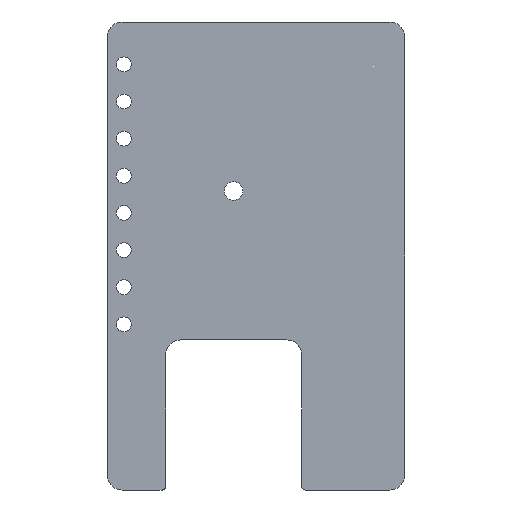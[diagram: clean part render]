
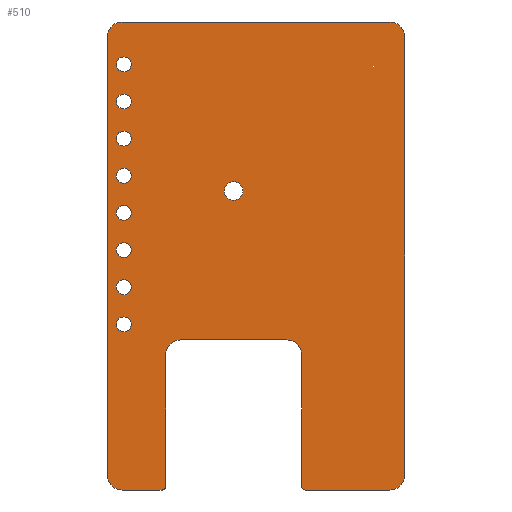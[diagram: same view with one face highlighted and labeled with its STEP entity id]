
A CAD part, front view. The second image highlights one B-rep face of the part: STEP entity #510.
In plain terms, the highlighted planar face has unit normal (0, -1, 0).
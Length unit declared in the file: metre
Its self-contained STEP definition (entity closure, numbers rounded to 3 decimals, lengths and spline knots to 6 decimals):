
#12=CIRCLE('',#541,0.001);
#14=CIRCLE('',#544,0.001);
#16=CIRCLE('',#547,0.001);
#18=CIRCLE('',#550,0.001);
#20=CIRCLE('',#553,0.001);
#22=CIRCLE('',#556,0.001);
#24=CIRCLE('',#559,0.001);
#26=CIRCLE('',#562,0.001);
#28=CIRCLE('',#566,0.00125);
#30=CIRCLE('',#569,0.0005);
#31=CIRCLE('',#570,0.002);
#32=CIRCLE('',#571,0.002);
#33=CIRCLE('',#572,0.002);
#34=CIRCLE('',#573,0.002);
#35=CIRCLE('',#574,0.0005);
#36=CIRCLE('',#575,0.002);
#37=CIRCLE('',#576,0.002);
#113=ORIENTED_EDGE('',*,*,#213,.T.);
#114=ORIENTED_EDGE('',*,*,#245,.T.);
#115=ORIENTED_EDGE('',*,*,#215,.T.);
#116=ORIENTED_EDGE('',*,*,#246,.T.);
#117=ORIENTED_EDGE('',*,*,#221,.T.);
#118=ORIENTED_EDGE('',*,*,#247,.T.);
#119=ORIENTED_EDGE('',*,*,#241,.F.);
#120=ORIENTED_EDGE('',*,*,#248,.T.);
#121=ORIENTED_EDGE('',*,*,#195,.F.);
#122=ORIENTED_EDGE('',*,*,#249,.T.);
#123=ORIENTED_EDGE('',*,*,#201,.T.);
#124=ORIENTED_EDGE('',*,*,#250,.T.);
#125=ORIENTED_EDGE('',*,*,#203,.T.);
#126=ORIENTED_EDGE('',*,*,#251,.T.);
#127=ORIENTED_EDGE('',*,*,#209,.T.);
#128=ORIENTED_EDGE('',*,*,#252,.T.);
#129=ORIENTED_EDGE('',*,*,#237,.F.);
#130=ORIENTED_EDGE('',*,*,#235,.F.);
#131=ORIENTED_EDGE('',*,*,#233,.F.);
#132=ORIENTED_EDGE('',*,*,#231,.F.);
#133=ORIENTED_EDGE('',*,*,#229,.F.);
#134=ORIENTED_EDGE('',*,*,#227,.F.);
#135=ORIENTED_EDGE('',*,*,#225,.F.);
#136=ORIENTED_EDGE('',*,*,#223,.F.);
#137=ORIENTED_EDGE('',*,*,#243,.F.);
#195=EDGE_CURVE('',#261,#262,#311,.T.);
#201=EDGE_CURVE('',#268,#267,#317,.T.);
#203=EDGE_CURVE('',#269,#270,#319,.T.);
#209=EDGE_CURVE('',#276,#275,#325,.T.);
#213=EDGE_CURVE('',#280,#279,#329,.T.);
#215=EDGE_CURVE('',#281,#282,#331,.T.);
#221=EDGE_CURVE('',#288,#287,#337,.T.);
#223=EDGE_CURVE('',#289,#289,#12,.T.);
#225=EDGE_CURVE('',#291,#291,#14,.T.);
#227=EDGE_CURVE('',#293,#293,#16,.T.);
#229=EDGE_CURVE('',#295,#295,#18,.T.);
#231=EDGE_CURVE('',#297,#297,#20,.T.);
#233=EDGE_CURVE('',#299,#299,#22,.T.);
#235=EDGE_CURVE('',#301,#301,#24,.T.);
#237=EDGE_CURVE('',#303,#303,#26,.T.);
#241=EDGE_CURVE('',#307,#308,#341,.T.);
#243=EDGE_CURVE('',#309,#309,#28,.T.);
#245=EDGE_CURVE('',#279,#281,#30,.T.);
#246=EDGE_CURVE('',#282,#288,#31,.T.);
#247=EDGE_CURVE('',#287,#308,#32,.T.);
#248=EDGE_CURVE('',#307,#262,#33,.T.);
#249=EDGE_CURVE('',#261,#268,#34,.T.);
#250=EDGE_CURVE('',#267,#269,#35,.T.);
#251=EDGE_CURVE('',#270,#276,#36,.F.);
#252=EDGE_CURVE('',#275,#280,#37,.F.);
#261=VERTEX_POINT('',#753);
#262=VERTEX_POINT('',#754);
#267=VERTEX_POINT('',#765);
#268=VERTEX_POINT('',#767);
#269=VERTEX_POINT('',#771);
#270=VERTEX_POINT('',#772);
#275=VERTEX_POINT('',#783);
#276=VERTEX_POINT('',#785);
#279=VERTEX_POINT('',#792);
#280=VERTEX_POINT('',#794);
#281=VERTEX_POINT('',#798);
#282=VERTEX_POINT('',#799);
#287=VERTEX_POINT('',#810);
#288=VERTEX_POINT('',#812);
#289=VERTEX_POINT('',#816);
#291=VERTEX_POINT('',#821);
#293=VERTEX_POINT('',#826);
#295=VERTEX_POINT('',#831);
#297=VERTEX_POINT('',#836);
#299=VERTEX_POINT('',#841);
#301=VERTEX_POINT('',#846);
#303=VERTEX_POINT('',#851);
#307=VERTEX_POINT('',#859);
#308=VERTEX_POINT('',#861);
#309=VERTEX_POINT('',#865);
#311=LINE('',#752,#343);
#317=LINE('',#766,#349);
#319=LINE('',#770,#351);
#325=LINE('',#784,#357);
#329=LINE('',#793,#361);
#331=LINE('',#797,#363);
#337=LINE('',#811,#369);
#341=LINE('',#860,#373);
#343=VECTOR('',#598,1.);
#349=VECTOR('',#606,1.);
#351=VECTOR('',#610,1.);
#357=VECTOR('',#618,1.);
#361=VECTOR('',#624,1.);
#363=VECTOR('',#628,1.);
#369=VECTOR('',#636,1.);
#373=VECTOR('',#690,1.);
#401=EDGE_LOOP('',(#113,#114,#115,#116,#117,#118,#119,#120,#121,#122,#123,
#124,#125,#126,#127,#128));
#402=EDGE_LOOP('',(#129));
#403=EDGE_LOOP('',(#130));
#404=EDGE_LOOP('',(#131));
#405=EDGE_LOOP('',(#132));
#406=EDGE_LOOP('',(#133));
#407=EDGE_LOOP('',(#134));
#408=EDGE_LOOP('',(#135));
#409=EDGE_LOOP('',(#136));
#410=EDGE_LOOP('',(#137));
#455=FACE_BOUND('',#401,.T.);
#456=FACE_BOUND('',#402,.T.);
#457=FACE_BOUND('',#403,.T.);
#458=FACE_BOUND('',#404,.T.);
#459=FACE_BOUND('',#405,.T.);
#460=FACE_BOUND('',#406,.T.);
#461=FACE_BOUND('',#407,.T.);
#462=FACE_BOUND('',#408,.T.);
#463=FACE_BOUND('',#409,.T.);
#464=FACE_BOUND('',#410,.T.);
#491=PLANE('',#568);
#510=ADVANCED_FACE('',(#455,#456,#457,#458,#459,#460,#461,#462,#463,#464),
#491,.T.);
#541=AXIS2_PLACEMENT_3D('',#815,#640,#641);
#544=AXIS2_PLACEMENT_3D('',#820,#646,#647);
#547=AXIS2_PLACEMENT_3D('',#825,#652,#653);
#550=AXIS2_PLACEMENT_3D('',#830,#658,#659);
#553=AXIS2_PLACEMENT_3D('',#835,#664,#665);
#556=AXIS2_PLACEMENT_3D('',#840,#670,#671);
#559=AXIS2_PLACEMENT_3D('',#845,#676,#677);
#562=AXIS2_PLACEMENT_3D('',#850,#682,#683);
#566=AXIS2_PLACEMENT_3D('',#864,#694,#695);
#568=AXIS2_PLACEMENT_3D('',#868,#698,#699);
#569=AXIS2_PLACEMENT_3D('',#869,#700,#701);
#570=AXIS2_PLACEMENT_3D('',#870,#702,#703);
#571=AXIS2_PLACEMENT_3D('',#871,#704,#705);
#572=AXIS2_PLACEMENT_3D('',#872,#706,#707);
#573=AXIS2_PLACEMENT_3D('',#873,#708,#709);
#574=AXIS2_PLACEMENT_3D('',#874,#710,#711);
#575=AXIS2_PLACEMENT_3D('',#875,#712,#713);
#576=AXIS2_PLACEMENT_3D('',#876,#714,#715);
#598=DIRECTION('',(0.,0.,1.));
#606=DIRECTION('',(1.,0.,0.));
#610=DIRECTION('',(0.,0.,1.));
#618=DIRECTION('',(1.,0.,0.));
#624=DIRECTION('',(0.,0.,-1.));
#628=DIRECTION('',(1.,0.,0.));
#636=DIRECTION('',(0.,0.,1.));
#640=DIRECTION('',(0.,-1.,0.));
#641=DIRECTION('',(0.,0.,-1.));
#646=DIRECTION('',(0.,-1.,0.));
#647=DIRECTION('',(0.,0.,-1.));
#652=DIRECTION('',(0.,-1.,0.));
#653=DIRECTION('',(0.,0.,-1.));
#658=DIRECTION('',(0.,-1.,0.));
#659=DIRECTION('',(0.,0.,-1.));
#664=DIRECTION('',(0.,-1.,0.));
#665=DIRECTION('',(0.,0.,-1.));
#670=DIRECTION('',(0.,-1.,0.));
#671=DIRECTION('',(0.,0.,-1.));
#676=DIRECTION('',(0.,-1.,0.));
#677=DIRECTION('',(0.,0.,-1.));
#682=DIRECTION('',(0.,-1.,0.));
#683=DIRECTION('',(0.,0.,-1.));
#690=DIRECTION('',(1.,0.,0.));
#694=DIRECTION('',(0.,-1.,0.));
#695=DIRECTION('',(0.,0.,-1.));
#698=DIRECTION('',(0.,-1.,0.));
#699=DIRECTION('',(1.,0.,0.));
#700=DIRECTION('',(0.,-1.,0.));
#701=DIRECTION('',(0.,0.,-1.));
#702=DIRECTION('',(0.,-1.,0.));
#703=DIRECTION('',(0.,0.,-1.));
#704=DIRECTION('',(0.,-1.,0.));
#705=DIRECTION('',(0.,0.,-1.));
#706=DIRECTION('',(0.,-1.,0.));
#707=DIRECTION('',(0.,0.,-1.));
#708=DIRECTION('',(0.,-1.,0.));
#709=DIRECTION('',(0.,0.,-1.));
#710=DIRECTION('',(0.,-1.,0.));
#711=DIRECTION('',(0.,0.,-1.));
#712=DIRECTION('',(0.,-1.,0.));
#713=DIRECTION('',(0.,0.,-1.));
#714=DIRECTION('',(0.,-1.,0.));
#715=DIRECTION('',(0.,0.,-1.));
#752=CARTESIAN_POINT('',(-0.017,-0.0012,-0.00775));
#753=CARTESIAN_POINT('',(-0.017,-0.0012,-0.03725));
#754=CARTESIAN_POINT('',(-0.017,-0.0012,0.02175));
#765=CARTESIAN_POINT('',(-0.00965,-0.0012,-0.03925));
#766=CARTESIAN_POINT('',(-0.013075,-0.0012,-0.03925));
#767=CARTESIAN_POINT('',(-0.015,-0.0012,-0.03925));
#770=CARTESIAN_POINT('',(-0.00915,-0.0012,-0.02915));
#771=CARTESIAN_POINT('',(-0.00915,-0.0012,-0.03875));
#772=CARTESIAN_POINT('',(-0.00915,-0.0012,-0.02105));
#783=CARTESIAN_POINT('',(0.00715,-0.0012,-0.01905));
#784=CARTESIAN_POINT('',(0.,-0.0012,-0.01905));
#785=CARTESIAN_POINT('',(-0.00715,-0.0012,-0.01905));
#792=CARTESIAN_POINT('',(0.00915,-0.0012,-0.03875));
#793=CARTESIAN_POINT('',(0.00915,-0.0012,-0.02915));
#794=CARTESIAN_POINT('',(0.00915,-0.0012,-0.02105));
#797=CARTESIAN_POINT('',(0.016075,-0.0012,-0.03925));
#798=CARTESIAN_POINT('',(0.00965,-0.0012,-0.03925));
#799=CARTESIAN_POINT('',(0.021,-0.0012,-0.03925));
#810=CARTESIAN_POINT('',(0.023,-0.0012,0.02175));
#811=CARTESIAN_POINT('',(0.023,-0.0012,-0.00775));
#812=CARTESIAN_POINT('',(0.023,-0.0012,-0.03725));
#815=CARTESIAN_POINT('',(-0.0148,-0.0012,0.01805));
#816=CARTESIAN_POINT('',(-0.0148,-0.0012,0.01705));
#820=CARTESIAN_POINT('',(-0.0148,-0.0012,0.01305));
#821=CARTESIAN_POINT('',(-0.0148,-0.0012,0.01205));
#825=CARTESIAN_POINT('',(-0.0148,-0.0012,0.00805));
#826=CARTESIAN_POINT('',(-0.0148,-0.0012,0.00705));
#830=CARTESIAN_POINT('',(-0.0148,-0.0012,0.00305));
#831=CARTESIAN_POINT('',(-0.0148,-0.0012,0.00205));
#835=CARTESIAN_POINT('',(-0.0148,-0.0012,-0.00195));
#836=CARTESIAN_POINT('',(-0.0148,-0.0012,-0.00295));
#840=CARTESIAN_POINT('',(-0.0148,-0.0012,-0.00695));
#841=CARTESIAN_POINT('',(-0.0148,-0.0012,-0.00795));
#845=CARTESIAN_POINT('',(-0.0148,-0.0012,-0.01195));
#846=CARTESIAN_POINT('',(-0.0148,-0.0012,-0.01295));
#850=CARTESIAN_POINT('',(-0.0148,-0.0012,-0.01695));
#851=CARTESIAN_POINT('',(-0.0148,-0.0012,-0.01795));
#859=CARTESIAN_POINT('',(-0.015,-0.0012,0.02375));
#860=CARTESIAN_POINT('',(0.003,-0.0012,0.02375));
#861=CARTESIAN_POINT('',(0.021,-0.0012,0.02375));
#864=CARTESIAN_POINT('',(0.,-0.0012,0.001));
#865=CARTESIAN_POINT('',(0.,-0.0012,-0.00025));
#868=CARTESIAN_POINT('',(0.,-0.0012,0.));
#869=CARTESIAN_POINT('',(0.00965,-0.0012,-0.03875));
#870=CARTESIAN_POINT('',(0.021,-0.0012,-0.03725));
#871=CARTESIAN_POINT('',(0.021,-0.0012,0.02175));
#872=CARTESIAN_POINT('',(-0.015,-0.0012,0.02175));
#873=CARTESIAN_POINT('',(-0.015,-0.0012,-0.03725));
#874=CARTESIAN_POINT('',(-0.00965,-0.0012,-0.03875));
#875=CARTESIAN_POINT('',(-0.00715,-0.0012,-0.02105));
#876=CARTESIAN_POINT('',(0.00715,-0.0012,-0.02105));
